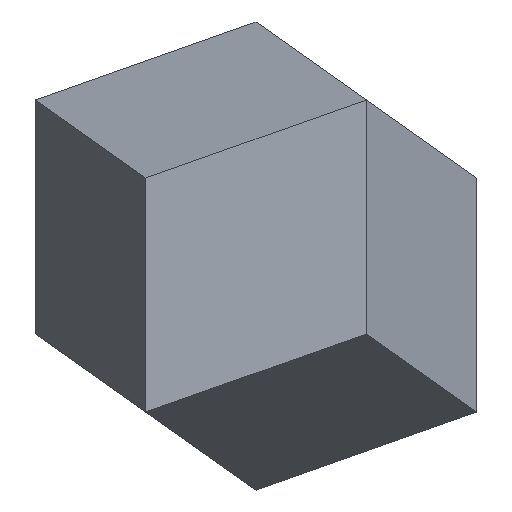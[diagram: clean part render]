
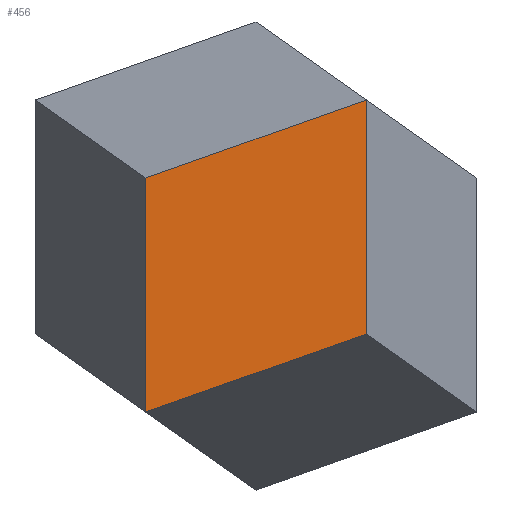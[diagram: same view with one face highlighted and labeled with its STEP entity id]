
A CAD part, left-side view. The second image highlights one B-rep face of the part: STEP entity #456.
In plain terms, the highlighted planar face has unit normal (-1, 0, 0).
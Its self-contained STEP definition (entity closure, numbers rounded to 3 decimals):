
#72 = PLANE('',#73);
#73 = AXIS2_PLACEMENT_3D('',#74,#75,#76);
#74 = CARTESIAN_POINT('',(0.,0.,1.));
#75 = DIRECTION('',(0.5,-0.289,-0.816));
#76 = DIRECTION('',(0.5,0.866,0.));
#143 = VERTEX_POINT('',#144);
#144 = CARTESIAN_POINT('',(-0.816,-0.471,
    0.667));
#181 = PLANE('',#182);
#182 = AXIS2_PLACEMENT_3D('',#183,#184,#185);
#183 = CARTESIAN_POINT('',(0.,-0.943,
    0.333));
#184 = DIRECTION('',(-0.5,-0.866,0.));
#185 = DIRECTION('',(0.5,-0.289,-0.816));
#298 = EDGE_CURVE('',#299,#143,#301,.T.);
#299 = VERTEX_POINT('',#300);
#300 = CARTESIAN_POINT('',(-0.816,0.471,0.333
    ));
#301 = SURFACE_CURVE('',#302,(#306,#313),.PCURVE_S1.);
#302 = LINE('',#303,#304);
#303 = CARTESIAN_POINT('',(-0.816,0.471,0.333
    ));
#304 = VECTOR('',#305,1.);
#305 = DIRECTION('',(0.,-0.943,0.333)
  );
#306 = PCURVE('',#72,#307);
#307 = DEFINITIONAL_REPRESENTATION('',(#308),#312);
#308 = LINE('',#309,#310);
#309 = CARTESIAN_POINT('',(0.,-1.155));
#310 = VECTOR('',#311,1.);
#311 = DIRECTION('',(-0.816,0.577));
#312 = ( GEOMETRIC_REPRESENTATION_CONTEXT(2) 
PARAMETRIC_REPRESENTATION_CONTEXT() REPRESENTATION_CONTEXT('2D SPACE',''
  ) );
#313 = PCURVE('',#314,#319);
#314 = PLANE('',#315);
#315 = AXIS2_PLACEMENT_3D('',#316,#317,#318);
#316 = CARTESIAN_POINT('',(-0.816,0.471,0.333
    ));
#317 = DIRECTION('',(1.,0.,0.));
#318 = DIRECTION('',(0.,0.577,-0.816));
#319 = DEFINITIONAL_REPRESENTATION('',(#320),#324);
#320 = LINE('',#321,#322);
#321 = CARTESIAN_POINT('',(0.,0.));
#322 = VECTOR('',#323,1.);
#323 = DIRECTION('',(-0.816,-0.577));
#324 = ( GEOMETRIC_REPRESENTATION_CONTEXT(2) 
PARAMETRIC_REPRESENTATION_CONTEXT() REPRESENTATION_CONTEXT('2D SPACE',''
  ) );
#340 = PLANE('',#341);
#341 = AXIS2_PLACEMENT_3D('',#342,#343,#344);
#342 = CARTESIAN_POINT('',(-0.816,0.471,0.333
    ));
#343 = DIRECTION('',(0.5,-0.866,0.));
#344 = DIRECTION('',(0.5,0.289,0.816));
#456 = ADVANCED_FACE('',(#457),#314,.F.);
#457 = FACE_BOUND('',#458,.F.);
#458 = EDGE_LOOP('',(#459,#482,#483,#506));
#459 = ORIENTED_EDGE('',*,*,#460,.F.);
#460 = EDGE_CURVE('',#299,#461,#463,.T.);
#461 = VERTEX_POINT('',#462);
#462 = CARTESIAN_POINT('',(-0.816,0.471,
    -0.667));
#463 = SURFACE_CURVE('',#464,(#468,#475),.PCURVE_S1.);
#464 = LINE('',#465,#466);
#465 = CARTESIAN_POINT('',(-0.816,0.471,0.333
    ));
#466 = VECTOR('',#467,1.);
#467 = DIRECTION('',(0.,0.,-1.));
#468 = PCURVE('',#314,#469);
#469 = DEFINITIONAL_REPRESENTATION('',(#470),#474);
#470 = LINE('',#471,#472);
#471 = CARTESIAN_POINT('',(0.,0.));
#472 = VECTOR('',#473,1.);
#473 = DIRECTION('',(0.816,-0.577));
#474 = ( GEOMETRIC_REPRESENTATION_CONTEXT(2) 
PARAMETRIC_REPRESENTATION_CONTEXT() REPRESENTATION_CONTEXT('2D SPACE',''
  ) );
#475 = PCURVE('',#340,#476);
#476 = DEFINITIONAL_REPRESENTATION('',(#477),#481);
#477 = LINE('',#478,#479);
#478 = CARTESIAN_POINT('',(0.,0.));
#479 = VECTOR('',#480,1.);
#480 = DIRECTION('',(-0.816,-0.577));
#481 = ( GEOMETRIC_REPRESENTATION_CONTEXT(2) 
PARAMETRIC_REPRESENTATION_CONTEXT() REPRESENTATION_CONTEXT('2D SPACE',''
  ) );
#482 = ORIENTED_EDGE('',*,*,#298,.T.);
#483 = ORIENTED_EDGE('',*,*,#484,.F.);
#484 = EDGE_CURVE('',#485,#143,#487,.T.);
#485 = VERTEX_POINT('',#486);
#486 = CARTESIAN_POINT('',(-0.816,-0.471,
    -0.333));
#487 = SURFACE_CURVE('',#488,(#492,#499),.PCURVE_S1.);
#488 = LINE('',#489,#490);
#489 = CARTESIAN_POINT('',(-0.816,-0.471,
    -0.333));
#490 = VECTOR('',#491,1.);
#491 = DIRECTION('',(0.,0.,1.));
#492 = PCURVE('',#314,#493);
#493 = DEFINITIONAL_REPRESENTATION('',(#494),#498);
#494 = LINE('',#495,#496);
#495 = CARTESIAN_POINT('',(0.,-1.155));
#496 = VECTOR('',#497,1.);
#497 = DIRECTION('',(-0.816,0.577));
#498 = ( GEOMETRIC_REPRESENTATION_CONTEXT(2) 
PARAMETRIC_REPRESENTATION_CONTEXT() REPRESENTATION_CONTEXT('2D SPACE',''
  ) );
#499 = PCURVE('',#181,#500);
#500 = DEFINITIONAL_REPRESENTATION('',(#501),#505);
#501 = LINE('',#502,#503);
#502 = CARTESIAN_POINT('',(0.,-1.155));
#503 = VECTOR('',#504,1.);
#504 = DIRECTION('',(-0.816,0.577));
#505 = ( GEOMETRIC_REPRESENTATION_CONTEXT(2) 
PARAMETRIC_REPRESENTATION_CONTEXT() REPRESENTATION_CONTEXT('2D SPACE',''
  ) );
#506 = ORIENTED_EDGE('',*,*,#507,.T.);
#507 = EDGE_CURVE('',#485,#461,#508,.T.);
#508 = SURFACE_CURVE('',#509,(#513,#520),.PCURVE_S1.);
#509 = LINE('',#510,#511);
#510 = CARTESIAN_POINT('',(-0.816,-0.471,
    -0.333));
#511 = VECTOR('',#512,1.);
#512 = DIRECTION('',(0.,0.943,-0.333));
#513 = PCURVE('',#314,#514);
#514 = DEFINITIONAL_REPRESENTATION('',(#515),#519);
#515 = LINE('',#516,#517);
#516 = CARTESIAN_POINT('',(0.,-1.155));
#517 = VECTOR('',#518,1.);
#518 = DIRECTION('',(0.816,0.577));
#519 = ( GEOMETRIC_REPRESENTATION_CONTEXT(2) 
PARAMETRIC_REPRESENTATION_CONTEXT() REPRESENTATION_CONTEXT('2D SPACE',''
  ) );
#520 = PCURVE('',#521,#526);
#521 = PLANE('',#522);
#522 = AXIS2_PLACEMENT_3D('',#523,#524,#525);
#523 = CARTESIAN_POINT('',(-0.816,-0.471,
    -0.333));
#524 = DIRECTION('',(-0.5,-0.289,-0.816));
#525 = DIRECTION('',(0.5,-0.866,0.));
#526 = DEFINITIONAL_REPRESENTATION('',(#527),#531);
#527 = LINE('',#528,#529);
#528 = CARTESIAN_POINT('',(0.,0.));
#529 = VECTOR('',#530,1.);
#530 = DIRECTION('',(-0.816,-0.577));
#531 = ( GEOMETRIC_REPRESENTATION_CONTEXT(2) 
PARAMETRIC_REPRESENTATION_CONTEXT() REPRESENTATION_CONTEXT('2D SPACE',''
  ) );
